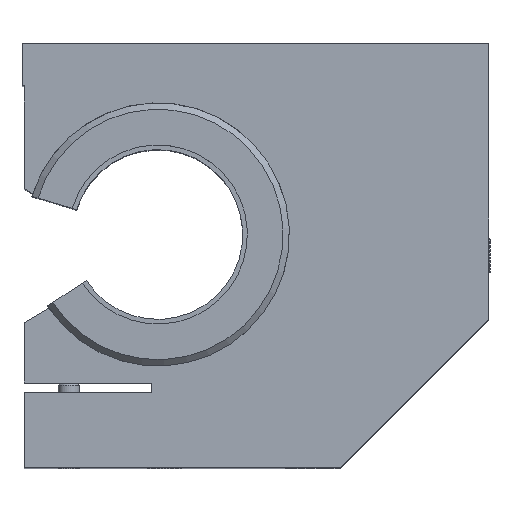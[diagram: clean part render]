
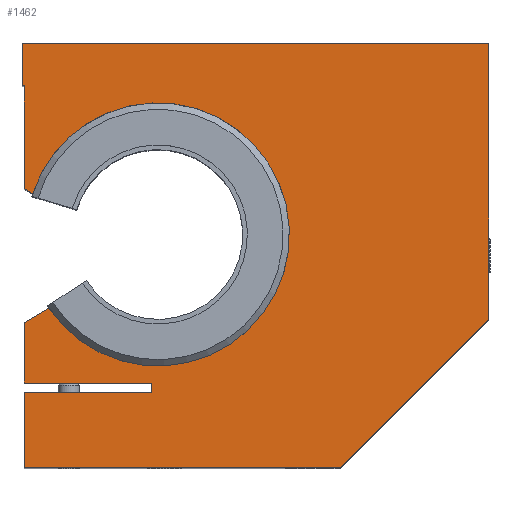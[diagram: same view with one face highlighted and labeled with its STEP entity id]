
A CAD part, top view. The second image highlights one B-rep face of the part: STEP entity #1462.
In plain terms, the highlighted planar face has unit normal (0, 0, 1).
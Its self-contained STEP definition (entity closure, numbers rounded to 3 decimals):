
#115=CIRCLE('',#1650,31.);
#189=FACE_OUTER_BOUND('',#289,.T.);
#289=EDGE_LOOP('',(#1118,#1119,#1120,#1121,#1122,#1123,#1124,#1125,#1126,
#1127,#1128,#1129,#1130,#1131,#1132));
#356=LINE('',#2243,#490);
#361=LINE('',#2252,#495);
#372=LINE('',#2323,#506);
#387=LINE('',#2355,#521);
#390=LINE('',#2361,#524);
#391=LINE('',#2364,#525);
#393=LINE('',#2368,#527);
#395=LINE('',#2374,#529);
#397=LINE('',#2378,#531);
#399=LINE('',#2384,#533);
#401=LINE('',#2388,#535);
#404=LINE('',#2434,#538);
#406=LINE('',#2437,#540);
#407=LINE('',#2439,#541);
#490=VECTOR('',#1784,10.);
#495=VECTOR('',#1791,10.);
#506=VECTOR('',#1874,10.);
#521=VECTOR('',#1895,10.);
#524=VECTOR('',#1902,10.);
#525=VECTOR('',#1905,10.);
#527=VECTOR('',#1909,10.);
#529=VECTOR('',#1915,10.);
#531=VECTOR('',#1919,10.);
#533=VECTOR('',#1925,10.);
#535=VECTOR('',#1929,10.);
#538=VECTOR('',#1938,10.);
#540=VECTOR('',#1942,10.);
#541=VECTOR('',#1945,10.);
#624=VERTEX_POINT('',#2239);
#626=VERTEX_POINT('',#2242);
#628=VERTEX_POINT('',#2248);
#652=VERTEX_POINT('',#2320);
#653=VERTEX_POINT('',#2322);
#666=VERTEX_POINT('',#2353);
#667=VERTEX_POINT('',#2354);
#669=VERTEX_POINT('',#2363);
#670=VERTEX_POINT('',#2367);
#672=VERTEX_POINT('',#2373);
#673=VERTEX_POINT('',#2377);
#675=VERTEX_POINT('',#2383);
#676=VERTEX_POINT('',#2387);
#677=VERTEX_POINT('',#2391);
#680=VERTEX_POINT('',#2433);
#767=EDGE_CURVE('',#624,#626,#356,.T.);
#772=EDGE_CURVE('',#626,#628,#361,.T.);
#805=EDGE_CURVE('',#652,#653,#372,.T.);
#821=EDGE_CURVE('',#666,#667,#387,.T.);
#825=EDGE_CURVE('',#667,#652,#390,.T.);
#826=EDGE_CURVE('',#653,#669,#391,.T.);
#828=EDGE_CURVE('',#669,#670,#393,.T.);
#831=EDGE_CURVE('',#670,#672,#395,.T.);
#833=EDGE_CURVE('',#672,#673,#397,.T.);
#836=EDGE_CURVE('',#673,#675,#399,.T.);
#838=EDGE_CURVE('',#675,#676,#401,.T.);
#840=EDGE_CURVE('',#676,#677,#115,.T.);
#844=EDGE_CURVE('',#677,#680,#404,.T.);
#846=EDGE_CURVE('',#680,#624,#406,.T.);
#847=EDGE_CURVE('',#628,#666,#407,.T.);
#1118=ORIENTED_EDGE('',*,*,#821,.F.);
#1119=ORIENTED_EDGE('',*,*,#847,.F.);
#1120=ORIENTED_EDGE('',*,*,#772,.F.);
#1121=ORIENTED_EDGE('',*,*,#767,.F.);
#1122=ORIENTED_EDGE('',*,*,#846,.F.);
#1123=ORIENTED_EDGE('',*,*,#844,.F.);
#1124=ORIENTED_EDGE('',*,*,#840,.F.);
#1125=ORIENTED_EDGE('',*,*,#838,.F.);
#1126=ORIENTED_EDGE('',*,*,#836,.F.);
#1127=ORIENTED_EDGE('',*,*,#833,.F.);
#1128=ORIENTED_EDGE('',*,*,#831,.F.);
#1129=ORIENTED_EDGE('',*,*,#828,.F.);
#1130=ORIENTED_EDGE('',*,*,#826,.F.);
#1131=ORIENTED_EDGE('',*,*,#805,.F.);
#1132=ORIENTED_EDGE('',*,*,#825,.F.);
#1399=PLANE('',#1654);
#1462=ADVANCED_FACE('',(#189),#1399,.T.);
#1650=AXIS2_PLACEMENT_3D('',#2392,#1933,#1934);
#1654=AXIS2_PLACEMENT_3D('',#2440,#1946,#1947);
#1784=DIRECTION('',(-1.,0.,0.));
#1791=DIRECTION('',(0.,1.,0.));
#1874=DIRECTION('',(-1.,0.,0.));
#1895=DIRECTION('',(0.,-1.,0.));
#1902=DIRECTION('',(-0.707,-0.707,0.));
#1905=DIRECTION('',(0.,1.,0.));
#1909=DIRECTION('',(1.,0.,0.));
#1915=DIRECTION('',(0.,1.,0.));
#1919=DIRECTION('',(-1.,0.,0.));
#1925=DIRECTION('',(0.,1.,0.));
#1929=DIRECTION('',(0.866,0.5,0.));
#1933=DIRECTION('center_axis',(0.,0.,1.));
#1934=DIRECTION('ref_axis',(-0.828,-0.561,0.));
#1938=DIRECTION('',(-0.866,0.5,0.));
#1942=DIRECTION('',(0.,1.,0.));
#1945=DIRECTION('',(1.,0.,0.));
#1946=DIRECTION('center_axis',(0.,0.,1.));
#1947=DIRECTION('ref_axis',(1.,0.,0.));
#2239=CARTESIAN_POINT('',(-54.75,40.,45.5));
#2242=CARTESIAN_POINT('',(-55.25,40.,45.5));
#2243=CARTESIAN_POINT('',(-54.75,40.,45.5));
#2248=CARTESIAN_POINT('',(-55.25,50.,45.5));
#2252=CARTESIAN_POINT('',(-55.25,50.,45.5));
#2320=CARTESIAN_POINT('',(19.75,-50.,45.5));
#2322=CARTESIAN_POINT('',(-54.75,-50.,45.5));
#2323=CARTESIAN_POINT('',(19.75,-50.,45.5));
#2353=CARTESIAN_POINT('',(54.75,50.,45.5));
#2354=CARTESIAN_POINT('',(54.75,-15.,45.5));
#2355=CARTESIAN_POINT('',(54.75,50.,45.5));
#2361=CARTESIAN_POINT('',(54.75,-15.,45.5));
#2363=CARTESIAN_POINT('',(-54.75,-32.15,45.5));
#2364=CARTESIAN_POINT('',(-54.75,-50.,45.5));
#2367=CARTESIAN_POINT('',(-24.75,-32.15,45.5));
#2368=CARTESIAN_POINT('',(-54.75,-32.15,45.5));
#2373=CARTESIAN_POINT('',(-24.75,-30.,45.5));
#2374=CARTESIAN_POINT('',(-24.75,-32.15,45.5));
#2377=CARTESIAN_POINT('',(-54.75,-30.,45.5));
#2378=CARTESIAN_POINT('',(-24.75,-30.,45.5));
#2383=CARTESIAN_POINT('',(-54.75,-15.771,45.5));
#2384=CARTESIAN_POINT('',(-54.75,-30.,45.5));
#2387=CARTESIAN_POINT('',(-48.908,-12.398,45.5));
#2388=CARTESIAN_POINT('',(-54.75,-15.771,45.5));
#2391=CARTESIAN_POINT('',(-52.725,14.602,45.5));
#2392=CARTESIAN_POINT('Origin',(-23.25,5.,45.5));
#2433=CARTESIAN_POINT('',(-54.75,15.771,45.5));
#2434=CARTESIAN_POINT('',(-52.725,14.602,45.5));
#2437=CARTESIAN_POINT('',(-54.75,15.771,45.5));
#2439=CARTESIAN_POINT('',(-54.75,50.,45.5));
#2440=CARTESIAN_POINT('Origin',(-9.944,0.388,45.5));
